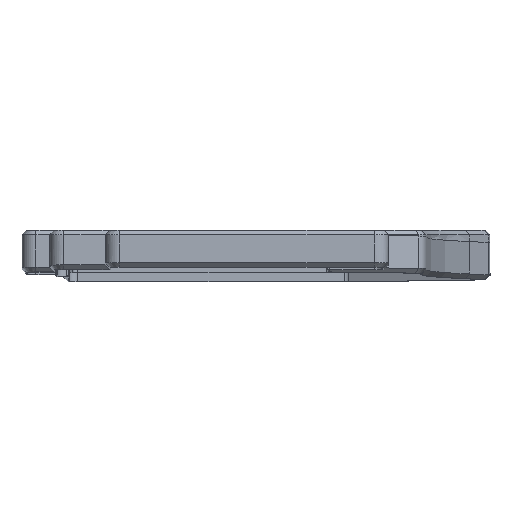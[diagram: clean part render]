
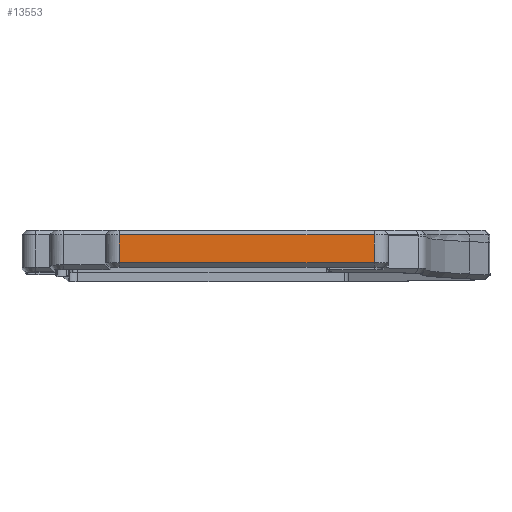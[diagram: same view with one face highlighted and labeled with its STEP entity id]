
A CAD part, left-side view. The second image highlights one B-rep face of the part: STEP entity #13553.
In plain terms, the highlighted planar face has unit normal (-1, 0, 0.026).
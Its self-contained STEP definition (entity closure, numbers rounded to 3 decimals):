
#207=B_SPLINE_CURVE_WITH_KNOTS('',3,(#23197,#23198,#23199,#23200),
 .UNSPECIFIED.,.F.,.F.,(4,4),(0.,5.5),.UNSPECIFIED.);
#1666=FACE_OUTER_BOUND('',#2450,.T.);
#2450=EDGE_LOOP('',(#12042,#12043,#12044,#12045));
#3761=LINE('',#22441,#5135);
#3880=LINE('',#23529,#5254);
#3882=LINE('',#23532,#5256);
#5135=VECTOR('',#18142,10.);
#5254=VECTOR('',#18461,10.);
#5256=VECTOR('',#18465,10.);
#6462=VERTEX_POINT('',#22431);
#6464=VERTEX_POINT('',#22437);
#6528=VERTEX_POINT('',#23172);
#6529=VERTEX_POINT('',#23195);
#8295=EDGE_CURVE('',#6462,#6464,#3761,.T.);
#8417=EDGE_CURVE('',#6528,#6529,#207,.T.);
#8487=EDGE_CURVE('',#6528,#6464,#3880,.T.);
#8489=EDGE_CURVE('',#6529,#6462,#3882,.T.);
#12042=ORIENTED_EDGE('',*,*,#8295,.F.);
#12043=ORIENTED_EDGE('',*,*,#8489,.F.);
#12044=ORIENTED_EDGE('',*,*,#8417,.F.);
#12045=ORIENTED_EDGE('',*,*,#8487,.T.);
#12835=PLANE('',#14783);
#13553=ADVANCED_FACE('',(#1666),#12835,.T.);
#14783=AXIS2_PLACEMENT_3D('',#23531,#18463,#18464);
#18142=DIRECTION('',(0.,1.,0.));
#18461=DIRECTION('',(-0.026,0.,-1.));
#18463=DIRECTION('center_axis',(-1.,0.,
0.026));
#18464=DIRECTION('ref_axis',(0.,1.,0.));
#18465=DIRECTION('',(-0.026,0.,-1.));
#22431=CARTESIAN_POINT('',(0.918,-32.088,-4.826));
#22437=CARTESIAN_POINT('',(0.918,22.912,-4.826));
#22441=CARTESIAN_POINT('',(0.918,-19.332,-4.826));
#23172=CARTESIAN_POINT('',(1.076,22.912,1.2));
#23195=CARTESIAN_POINT('',(1.076,-32.088,1.2));
#23197=CARTESIAN_POINT('Ctrl Pts',(1.076,22.912,1.2));
#23198=CARTESIAN_POINT('Ctrl Pts',(1.076,4.579,1.2));
#23199=CARTESIAN_POINT('Ctrl Pts',(1.076,-13.754,1.2));
#23200=CARTESIAN_POINT('Ctrl Pts',(1.076,-32.088,1.2));
#23529=CARTESIAN_POINT('',(1.102,22.912,2.171));
#23531=CARTESIAN_POINT('Origin',(1.102,-32.088,2.171));
#23532=CARTESIAN_POINT('',(1.102,-32.088,2.171));
